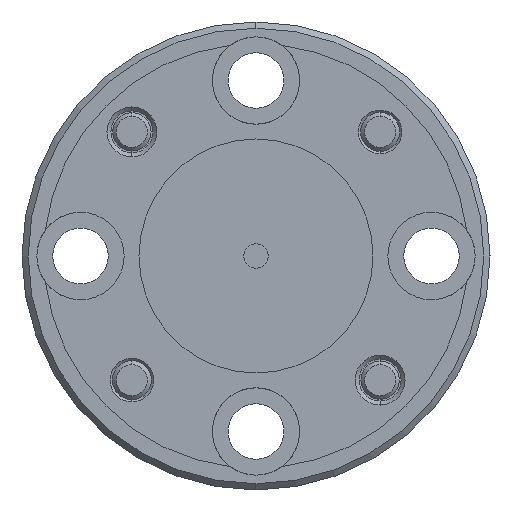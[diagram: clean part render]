
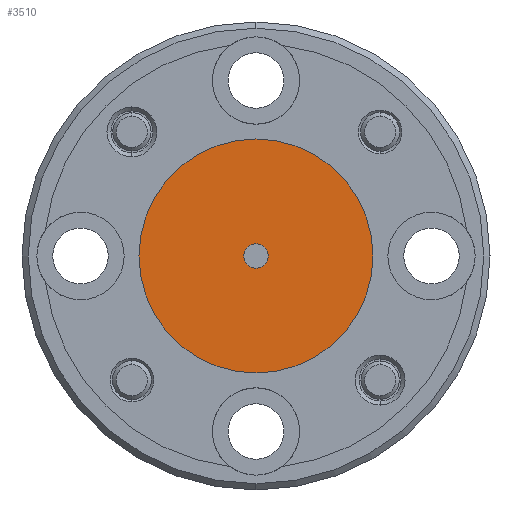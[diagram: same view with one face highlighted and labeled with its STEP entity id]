
A CAD part, left-side view. The second image highlights one B-rep face of the part: STEP entity #3510.
In plain terms, the highlighted planar face has unit normal (-1, 0, 0).
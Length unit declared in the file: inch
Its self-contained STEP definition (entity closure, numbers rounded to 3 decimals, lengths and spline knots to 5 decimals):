
#85 = VERTEX_POINT ( 'NONE', #5576 ) ;
#326 = CARTESIAN_POINT ( 'NONE',  ( -1.78366, 0.19173, 0.80188 ) ) ;
#805 = CARTESIAN_POINT ( 'NONE',  ( -1.78366, -0.18327, 0.80188 ) ) ;
#840 = CARTESIAN_POINT ( 'NONE',  ( -1.78366, -0.18327, 0.61438 ) ) ;
#933 = ORIENTED_EDGE ( 'NONE', *, *, #973, .T. ) ;
#973 = EDGE_CURVE ( 'NONE', #3622, #4460, #2652, .T. ) ;
#2204 = DIRECTION ( 'NONE',  ( -1., 0., 0. ) ) ;
#2280 = AXIS2_PLACEMENT_3D ( 'NONE', #326, #3710, #2753 ) ;
#2372 = EDGE_LOOP ( 'NONE', ( #933, #5739 ) ) ;
#2425 = CIRCLE ( 'NONE', #3380, 0.1875 ) ;
#2652 = CIRCLE ( 'NONE', #3490, 0.1875 ) ;
#2678 = EDGE_CURVE ( 'NONE', #4460, #3622, #2425, .T. ) ;
#2753 = DIRECTION ( 'NONE',  ( 0., 0., 1. ) ) ;
#2781 = FACE_BOUND ( 'NONE', #4336, .T. ) ;
#2995 = CARTESIAN_POINT ( 'NONE',  ( -1.78366, -0.18327, 0.80188 ) ) ;
#3010 = AXIS2_PLACEMENT_3D ( 'NONE', #5406, #3345, #4329 ) ;
#3052 = CARTESIAN_POINT ( 'NONE',  ( -1.78366, -0.18327, 0.82138 ) ) ;
#3092 = EDGE_CURVE ( 'NONE', #85, #3680, #3588, .T. ) ;
#3345 = DIRECTION ( 'NONE',  ( -1., 0., 0. ) ) ;
#3380 = AXIS2_PLACEMENT_3D ( 'NONE', #5746, #6212, #5407 ) ;
#3490 = AXIS2_PLACEMENT_3D ( 'NONE', #805, #2204, #4716 ) ;
#3510 = ADVANCED_FACE ( 'NONE', ( #2781, #5774 ), #4311, .T. ) ;
#3588 = CIRCLE ( 'NONE', #4320, 0.0195 ) ;
#3611 = CARTESIAN_POINT ( 'NONE',  ( -1.78366, -0.18327, 0.98938 ) ) ;
#3622 = VERTEX_POINT ( 'NONE', #3611 ) ;
#3680 = VERTEX_POINT ( 'NONE', #3052 ) ;
#3710 = DIRECTION ( 'NONE',  ( -1., 0., 0. ) ) ;
#3778 = EDGE_CURVE ( 'NONE', #3680, #85, #5908, .T. ) ;
#3934 = ORIENTED_EDGE ( 'NONE', *, *, #3092, .F. ) ;
#4311 = PLANE ( 'NONE',  #2280 ) ;
#4320 = AXIS2_PLACEMENT_3D ( 'NONE', #2995, #5921, #6064 ) ;
#4329 = DIRECTION ( 'NONE',  ( 0., 0., 1. ) ) ;
#4336 = EDGE_LOOP ( 'NONE', ( #5147, #3934 ) ) ;
#4460 = VERTEX_POINT ( 'NONE', #840 ) ;
#4716 = DIRECTION ( 'NONE',  ( 0., 0., 1. ) ) ;
#5147 = ORIENTED_EDGE ( 'NONE', *, *, #3778, .F. ) ;
#5406 = CARTESIAN_POINT ( 'NONE',  ( -1.78366, -0.18327, 0.80188 ) ) ;
#5407 = DIRECTION ( 'NONE',  ( 0., 0., 1. ) ) ;
#5576 = CARTESIAN_POINT ( 'NONE',  ( -1.78366, -0.18327, 0.78238 ) ) ;
#5739 = ORIENTED_EDGE ( 'NONE', *, *, #2678, .T. ) ;
#5746 = CARTESIAN_POINT ( 'NONE',  ( -1.78366, -0.18327, 0.80188 ) ) ;
#5774 = FACE_OUTER_BOUND ( 'NONE', #2372, .T. ) ;
#5908 = CIRCLE ( 'NONE', #3010, 0.0195 ) ;
#5921 = DIRECTION ( 'NONE',  ( -1., 0., 0. ) ) ;
#6064 = DIRECTION ( 'NONE',  ( 0., 0., 1. ) ) ;
#6212 = DIRECTION ( 'NONE',  ( -1., 0., 0. ) ) ;
